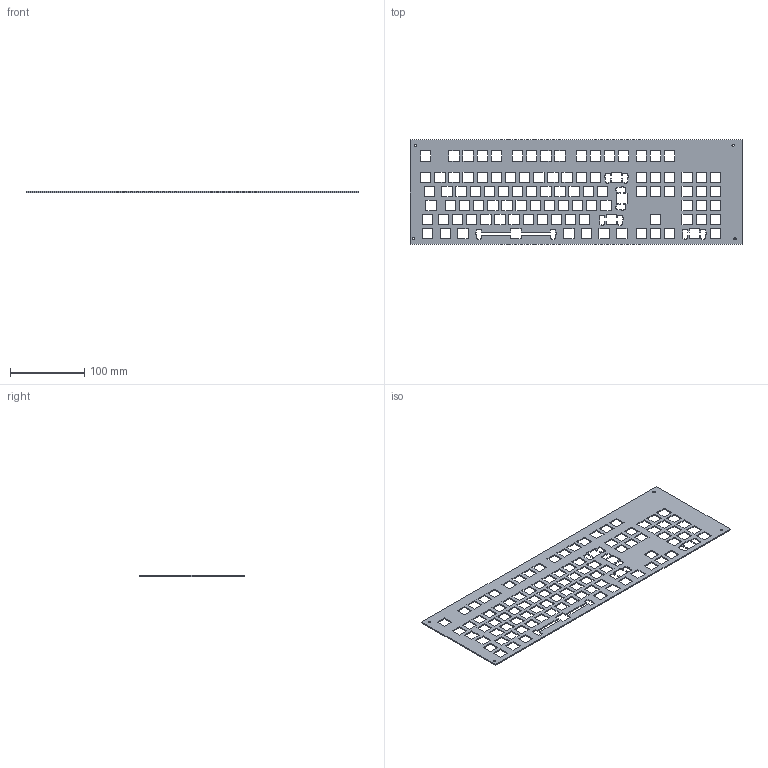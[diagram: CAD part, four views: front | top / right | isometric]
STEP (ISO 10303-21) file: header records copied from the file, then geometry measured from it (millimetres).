
FILE_DESCRIPTION(/* description */ (''),/* implementation_level */ '2;1');
FILE_NAME(/* name */ 'Top_.step',/* time_stamp */ '2026-01-05T20:44:09Z',/* author */ (''),/* organization */ (''),/* preprocessor_version */ 'ST-DEVELOPER v20.1',/* originating_system */ 'Autodesk Translation Framework v14.21.0.0',/* authorisation */ '');
FILE_SCHEMA (('AUTOMOTIVE_DESIGN { 1 0 10303 214 3 1 1 }'));
Length unit declared in the file: millimetre
Products named in the file (3): (Unsaved); keebv3top 1; keebv3top_PCB
Assembly tree (2 placements, depth 3):
  (Unsaved)
    keebv3top 1
      keebv3top_PCB
Bounding box: 447.68 x 140.49 x 1.51 mm (x, y, z)
Volume: 62752.2 mm3; surface area: 94351.3 mm2
Topology: 1 solids, 1 shells, 578 faces, 1728 edges, 1152 vertices
Faces by surface type: plane 574, cylinder 4
Full cylindrical faces by diameter (mm): 3.2 x4
Entity records: 19544 total; most frequent: CARTESIAN_POINT 3463, ORIENTED_EDGE 3456, DIRECTION 2902, EDGE_CURVE 1728, LINE 1720, VECTOR 1720, VERTEX_POINT 1152, EDGE_LOOP 790
